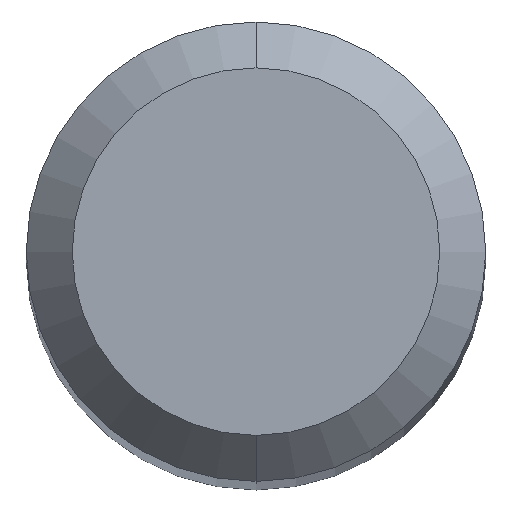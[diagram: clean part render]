
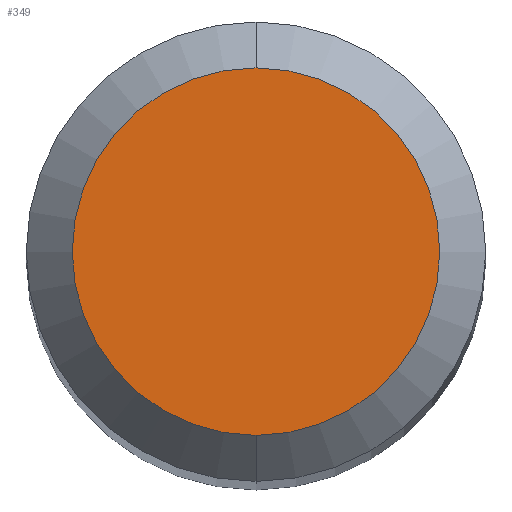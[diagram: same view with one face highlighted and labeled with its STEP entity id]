
A CAD part, top view. The second image highlights one B-rep face of the part: STEP entity #349.
In plain terms, the highlighted planar face has unit normal (0, 0, 1).
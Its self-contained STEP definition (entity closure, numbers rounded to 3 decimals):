
#217=EDGE_CURVE('',#261,#243,#515,.T.);
#243=VERTEX_POINT('',#542);
#261=VERTEX_POINT('',#562);
#311=EDGE_CURVE('',#243,#261,#617,.T.);
#349=ADVANCED_FACE('',(#659),#660,.T.);
#515=CIRCLE('',#850,1.2);
#542=CARTESIAN_POINT('',(0.,-1.2,0.0));
#562=CARTESIAN_POINT('',(0.0,1.2,0.0));
#617=CIRCLE('',#1180,1.2);
#659=FACE_OUTER_BOUND('',#1235,.T.);
#660=PLANE('',#1236);
#850=AXIS2_PLACEMENT_3D('',#1444,#1445,#1446);
#1180=AXIS2_PLACEMENT_3D('',#1540,#1541,#1542);
#1235=EDGE_LOOP('',(#1606,#1607));
#1236=AXIS2_PLACEMENT_3D('',#1608,#1609,#1610);
#1444=CARTESIAN_POINT('',(0.0,0.0,0.0));
#1445=DIRECTION('',(0.0,0.0,-1.0));
#1446=DIRECTION('',(0.0,1.0,0.0));
#1540=CARTESIAN_POINT('',(0.0,0.0,0.0));
#1541=DIRECTION('',(0.0,0.0,-1.0));
#1542=DIRECTION('',(0.0,1.0,0.0));
#1606=ORIENTED_EDGE('',*,*,#217,.F.);
#1607=ORIENTED_EDGE('',*,*,#311,.F.);
#1608=CARTESIAN_POINT('',(0.0,0.6,0.0));
#1609=DIRECTION('',(-0.0,0.0,1.0));
#1610=DIRECTION('',(0.0,-1.0,0.0));
